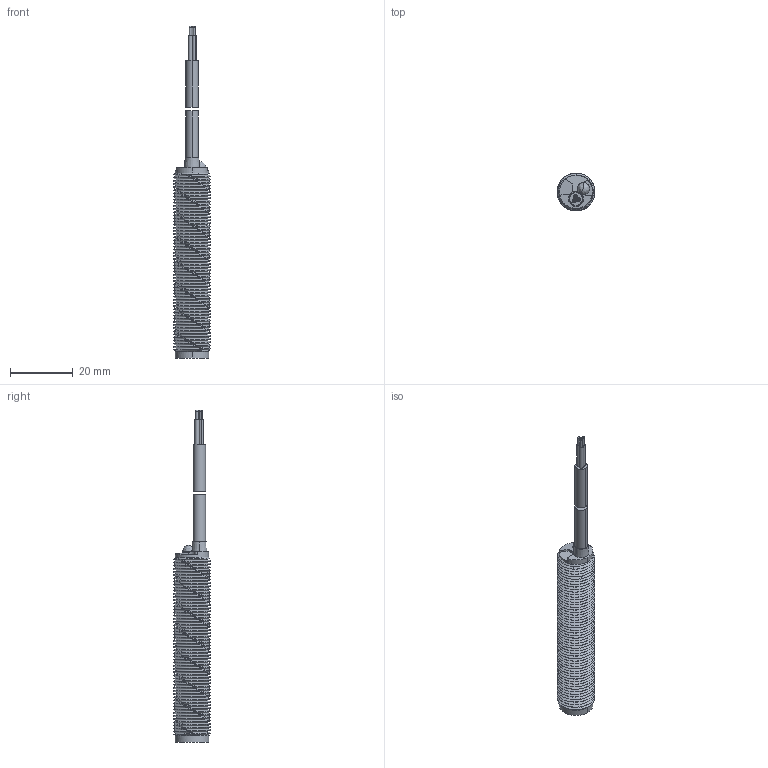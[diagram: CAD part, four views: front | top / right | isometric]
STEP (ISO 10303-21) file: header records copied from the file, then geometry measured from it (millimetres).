
FILE_DESCRIPTION((''),'2;1');
FILE_NAME('ECS1-1204A-X3LX','2017-01-10T',('Administrator'),(''),'PRO/ENGINEER BY PARAMETRIC TECHNOLOGY CORPORATION, 2007170','PRO/ENGINEER BY PARAMETRIC TECHNOLOGY CORPORATION, 2007170','');
FILE_SCHEMA(('CONFIG_CONTROL_DESIGN'));
Length unit declared in the file: millimetre
Products named in the file (1): ECS1-1204A-X3LX
Bounding box: 12 x 12 x 106 mm (x, y, z)
Volume: 6340.7 mm3; surface area: 5070.2 mm2
Topology: 2 solids, 2 shells, 206 faces, 568 edges, 366 vertices
Faces by surface type: cylinder 136, bspline 34, plane 24, sphere 6, cone 6
Entity records: 16073 total; most frequent: CARTESIAN_POINT 11418, ORIENTED_EDGE 1124, DIRECTION 707, EDGE_CURVE 562, VERTEX_POINT 366, B_SPLINE_CURVE_WITH_KNOTS 286, AXIS2_PLACEMENT_3D 259, EDGE_LOOP 214
